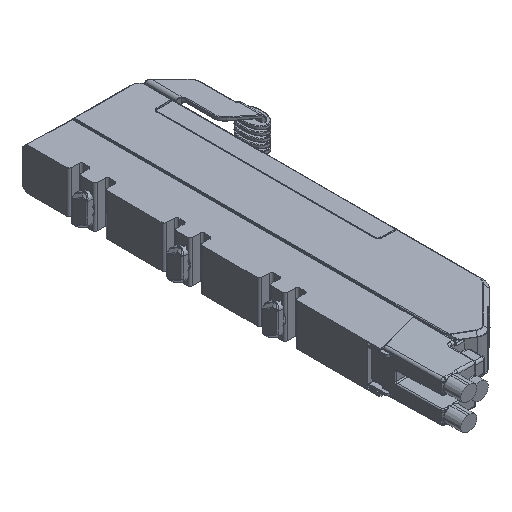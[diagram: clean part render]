
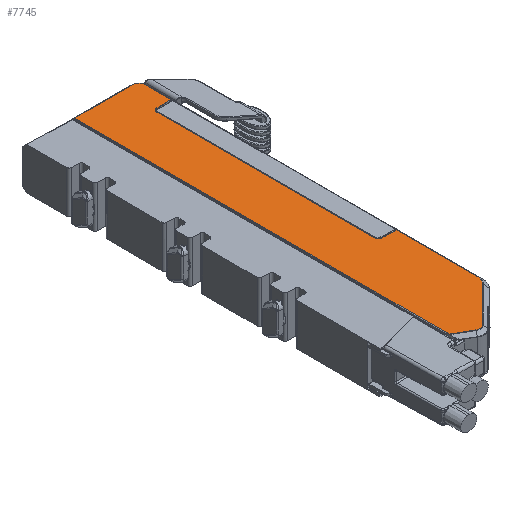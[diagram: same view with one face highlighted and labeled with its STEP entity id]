
A CAD part, isometric view. The second image highlights one B-rep face of the part: STEP entity #7745.
In plain terms, the highlighted planar face has unit normal (0, 0, 1).
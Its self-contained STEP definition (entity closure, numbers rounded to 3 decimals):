
#5112=FACE_OUTER_BOUND('',#13232,.T.);
#7002=CIRCLE('',#40923,5.726);
#7003=CIRCLE('',#40924,10.726);
#7745=ADVANCED_FACE('',(#5112),#9719,.T.);
#9719=PLANE('',#40925);
#10467=ELLIPSE('',#40921,3.255,3.25);
#10468=ELLIPSE('',#40922,3.255,3.25);
#11804=B_SPLINE_CURVE_WITH_KNOTS('',3,(#57043,#57044,#57045,#57046,#57047,
#57048),.UNSPECIFIED.,.F.,.F.,(4,2,4),(0.,0.5,1.),.UNSPECIFIED.);
#13232=EDGE_LOOP('',(#16221,#16222,#16223,#16224,#16225,#16226,#16227,#16228,
#16229,#16230,#16231,#16232,#16233,#16234));
#16221=ORIENTED_EDGE('',*,*,#30865,.T.);
#16222=ORIENTED_EDGE('',*,*,#30866,.T.);
#16223=ORIENTED_EDGE('',*,*,#30867,.T.);
#16224=ORIENTED_EDGE('',*,*,#30868,.T.);
#16225=ORIENTED_EDGE('',*,*,#30869,.T.);
#16226=ORIENTED_EDGE('',*,*,#30870,.T.);
#16227=ORIENTED_EDGE('',*,*,#30871,.T.);
#16228=ORIENTED_EDGE('',*,*,#30872,.T.);
#16229=ORIENTED_EDGE('',*,*,#30873,.T.);
#16230=ORIENTED_EDGE('',*,*,#30874,.T.);
#16231=ORIENTED_EDGE('',*,*,#30875,.T.);
#16232=ORIENTED_EDGE('',*,*,#30876,.T.);
#16233=ORIENTED_EDGE('',*,*,#30877,.T.);
#16234=ORIENTED_EDGE('',*,*,#30878,.T.);
#27051=VERTEX_POINT('',#57029);
#27052=VERTEX_POINT('',#57030);
#27053=VERTEX_POINT('',#57032);
#27054=VERTEX_POINT('',#57034);
#27055=VERTEX_POINT('',#57036);
#27056=VERTEX_POINT('',#57038);
#27057=VERTEX_POINT('',#57040);
#27058=VERTEX_POINT('',#57042);
#27059=VERTEX_POINT('',#57049);
#27060=VERTEX_POINT('',#57051);
#27061=VERTEX_POINT('',#57053);
#27062=VERTEX_POINT('',#57055);
#27063=VERTEX_POINT('',#57057);
#27064=VERTEX_POINT('',#57059);
#30865=EDGE_CURVE('',#27051,#27052,#36223,.T.);
#30866=EDGE_CURVE('',#27052,#27053,#36224,.T.);
#30867=EDGE_CURVE('',#27053,#27054,#10467,.T.);
#30868=EDGE_CURVE('',#27054,#27055,#36225,.T.);
#30869=EDGE_CURVE('',#27055,#27056,#10468,.T.);
#30870=EDGE_CURVE('',#27056,#27057,#36226,.T.);
#30871=EDGE_CURVE('',#27057,#27058,#36227,.T.);
#30872=EDGE_CURVE('',#27058,#27059,#11804,.T.);
#30873=EDGE_CURVE('',#27059,#27060,#36228,.T.);
#30874=EDGE_CURVE('',#27060,#27061,#36229,.T.);
#30875=EDGE_CURVE('',#27061,#27062,#36230,.T.);
#30876=EDGE_CURVE('',#27062,#27063,#7002,.T.);
#30877=EDGE_CURVE('',#27063,#27064,#36231,.T.);
#30878=EDGE_CURVE('',#27064,#27051,#7003,.T.);
#36223=LINE('',#57028,#38661);
#36224=LINE('',#57031,#38662);
#36225=LINE('',#57035,#38663);
#36226=LINE('',#57039,#38664);
#36227=LINE('',#57041,#38665);
#36228=LINE('',#57050,#38666);
#36229=LINE('',#57052,#38667);
#36230=LINE('',#57054,#38668);
#36231=LINE('',#57058,#38669);
#38661=VECTOR('',#45525,1.);
#38662=VECTOR('',#45526,1.);
#38663=VECTOR('',#45529,1.);
#38664=VECTOR('',#45532,1.);
#38665=VECTOR('',#45533,1.);
#38666=VECTOR('',#45534,1.);
#38667=VECTOR('',#45535,1.);
#38668=VECTOR('',#45536,1.);
#38669=VECTOR('',#45539,1.);
#40921=AXIS2_PLACEMENT_3D('',#57033,#45527,#45528);
#40922=AXIS2_PLACEMENT_3D('',#57037,#45530,#45531);
#40923=AXIS2_PLACEMENT_3D('',#57056,#45537,#45538);
#40924=AXIS2_PLACEMENT_3D('',#57060,#45540,#45541);
#40925=AXIS2_PLACEMENT_3D('',#57061,#45542,#45543);
#45525=DIRECTION('',(0.,1.,0.));
#45526=DIRECTION('',(-1.,0.017,0.));
#45527=DIRECTION('',(0.,0.,-1.));
#45528=DIRECTION('',(-0.952,-0.306,0.));
#45529=DIRECTION('',(0.,1.,0.));
#45530=DIRECTION('',(0.,0.,-1.));
#45531=DIRECTION('',(-0.952,0.306,0.));
#45532=DIRECTION('',(1.,0.017,0.));
#45533=DIRECTION('',(0.,1.,0.));
#45534=DIRECTION('',(-1.,0.,0.));
#45535=DIRECTION('',(0.,-1.,0.));
#45536=DIRECTION('',(0.866,-0.5,0.));
#45537=DIRECTION('',(0.,0.,1.));
#45538=DIRECTION('',(1.,0.,0.));
#45539=DIRECTION('',(0.707,0.707,0.));
#45540=DIRECTION('',(0.,0.,1.));
#45541=DIRECTION('',(1.,0.,0.));
#45542=DIRECTION('',(0.,0.,1.));
#45543=DIRECTION('',(1.,0.,0.));
#57028=CARTESIAN_POINT('',(98.864,-197.273,18.9));
#57029=CARTESIAN_POINT('',(98.864,-165.06,18.9));
#57030=CARTESIAN_POINT('',(98.864,-92.444,18.9));
#57031=CARTESIAN_POINT('',(86.152,-92.222,18.9));
#57032=CARTESIAN_POINT('',(86.165,-92.223,18.9));
#57033=CARTESIAN_POINT('',(86.225,-88.973,18.9));
#57034=CARTESIAN_POINT('',(82.97,-88.975,18.9));
#57035=CARTESIAN_POINT('',(82.97,105.433,18.9));
#57036=CARTESIAN_POINT('',(82.97,105.429,18.9));
#57037=CARTESIAN_POINT('',(86.225,105.426,18.9));
#57038=CARTESIAN_POINT('',(86.165,108.676,18.9));
#57039=CARTESIAN_POINT('',(42.81,107.919,18.9));
#57040=CARTESIAN_POINT('',(98.864,108.898,18.9));
#57041=CARTESIAN_POINT('',(98.864,-197.273,18.9));
#57042=CARTESIAN_POINT('',(98.864,131.798,18.9));
#57043=CARTESIAN_POINT('',(98.864,131.798,18.9));
#57044=CARTESIAN_POINT('',(98.871,133.293,18.9));
#57045=CARTESIAN_POINT('',(98.251,134.754,18.9));
#57046=CARTESIAN_POINT('',(96.168,136.839,18.9));
#57047=CARTESIAN_POINT('',(94.703,137.46,18.9));
#57048=CARTESIAN_POINT('',(93.209,137.453,18.9));
#57049=CARTESIAN_POINT('',(93.209,137.453,18.9));
#57050=CARTESIAN_POINT('',(48.138,137.453,18.9));
#57051=CARTESIAN_POINT('',(41.629,137.453,18.9));
#57052=CARTESIAN_POINT('',(41.629,-196.613,18.9));
#57053=CARTESIAN_POINT('',(41.629,-196.664,18.9));
#57054=CARTESIAN_POINT('',(46.775,-199.634,18.9));
#57055=CARTESIAN_POINT('',(56.89,-205.475,18.9));
#57056=CARTESIAN_POINT('',(59.753,-200.515,18.9));
#57057=CARTESIAN_POINT('',(63.803,-204.565,18.9));
#57058=CARTESIAN_POINT('',(59.616,-208.751,18.9));
#57059=CARTESIAN_POINT('',(95.722,-172.645,18.9));
#57060=CARTESIAN_POINT('',(88.138,-165.06,18.9));
#57061=CARTESIAN_POINT('',(48.138,-197.273,18.9));
